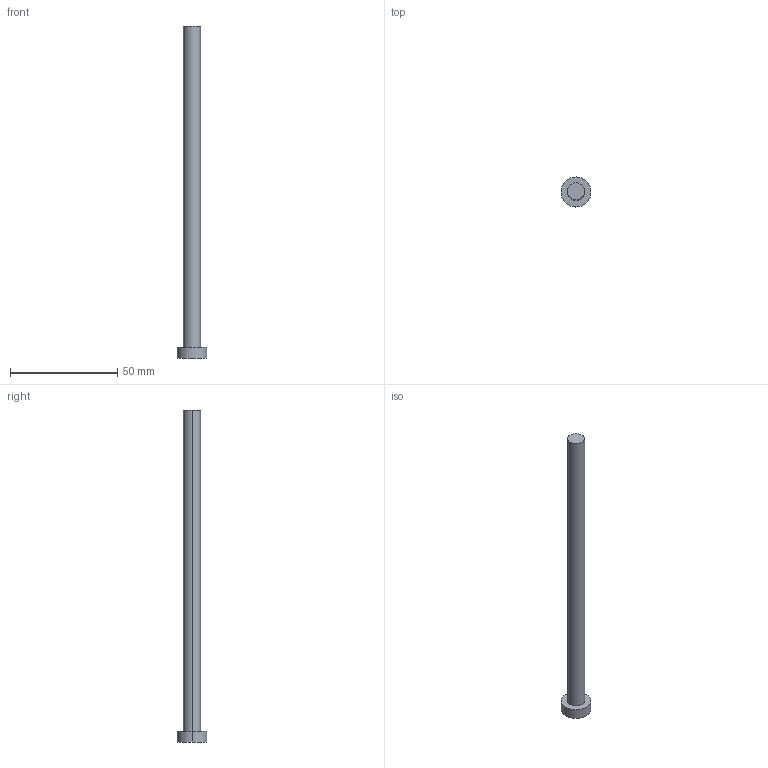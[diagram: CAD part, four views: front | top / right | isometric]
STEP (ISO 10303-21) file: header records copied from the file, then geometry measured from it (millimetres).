
FILE_DESCRIPTION (( 'STEP AP203' ), '1' );
FILE_NAME ('63d8.STEP', '2025-03-19T23:52:13', ( '' ), ( '' ), 'SwSTEP 2.0', 'SolidWorks 2019', '' );
FILE_SCHEMA (( 'CONFIG_CONTROL_DESIGN' ));
Length unit declared in the file: millimetre
Products named in the file (1): 63d8
Bounding box: 14 x 14 x 155 mm (x, y, z)
Volume: 8308.3 mm3; surface area: 4339.2 mm2
Topology: 1 solids, 2 shells, 11 faces, 18 edges, 12 vertices
Faces by surface type: plane 5, cylinder 4, bspline 2
Entity records: 1383 total; most frequent: CARTESIAN_POINT 1102, DIRECTION 46, ORIENTED_EDGE 36, AXIS2_PLACEMENT_3D 20, EDGE_CURVE 18, EDGE_LOOP 12, VERTEX_POINT 12, FACE_OUTER_BOUND 11
